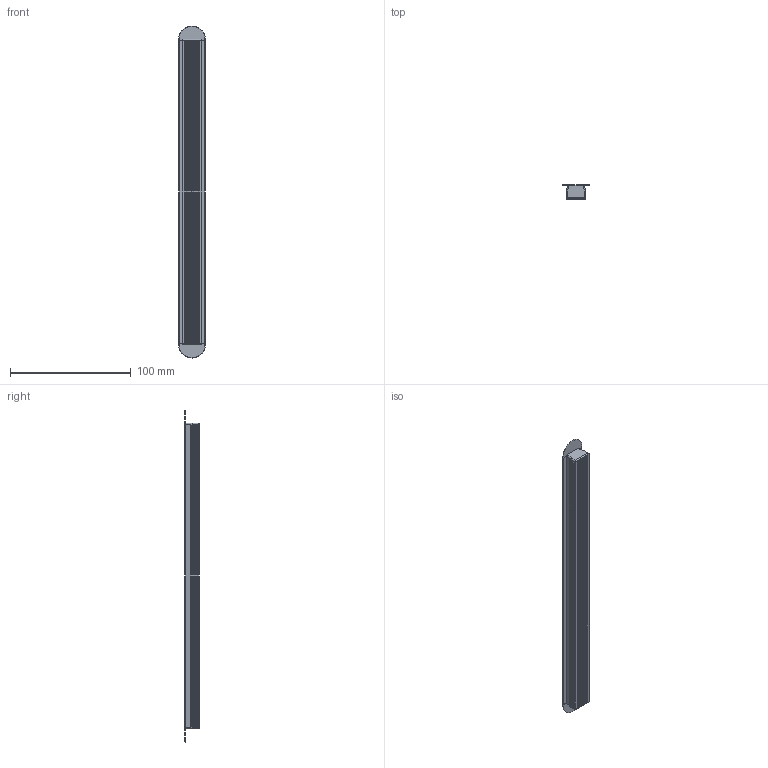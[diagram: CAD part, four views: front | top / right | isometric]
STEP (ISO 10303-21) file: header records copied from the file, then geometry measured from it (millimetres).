
FILE_DESCRIPTION((''),'2;1');
FILE_NAME('AP003_ASM','2020-08-24T',('Administrator'),(''),'PRO/ENGINEER BY PARAMETRIC TECHNOLOGY CORPORATION, 2011310','PRO/ENGINEER BY PARAMETRIC TECHNOLOGY CORPORATION, 2011310','');
FILE_SCHEMA(('AUTOMOTIVE_DESIGN_CC2 { 1 2 10303 214 -1 1 5 2 }'));
Length unit declared in the file: millimetre
Products named in the file (5): AP003-BASE; AP003-DIFFUSE; AP003-ENDCAP-1; AP003-ENDCAP-2; AP003_ASM
Assembly tree (4 placements, depth 2):
  AP003_ASM
    AP003-BASE
    AP003-DIFFUSE
    AP003-ENDCAP-1
    AP003-ENDCAP-2
Bounding box: 22 x 11.85 x 274.6 mm (x, y, z)
Volume: 17129.8 mm3; surface area: 69207.5 mm2
Topology: 4 solids, 10 shells, 292 faces, 1374 edges, 1096 vertices
Faces by surface type: plane 158, cylinder 118, torus 12, bspline 4
Entity records: 18939 total; most frequent: CARTESIAN_POINT 3351, DIRECTION 2486, ORIENTED_EDGE 2128, PRESENTATION_STYLE_ASSIGNMENT 1384, STYLED_ITEM 1384, CURVE_STYLE 1374, EDGE_CURVE 1374, VERTEX_POINT 1096
